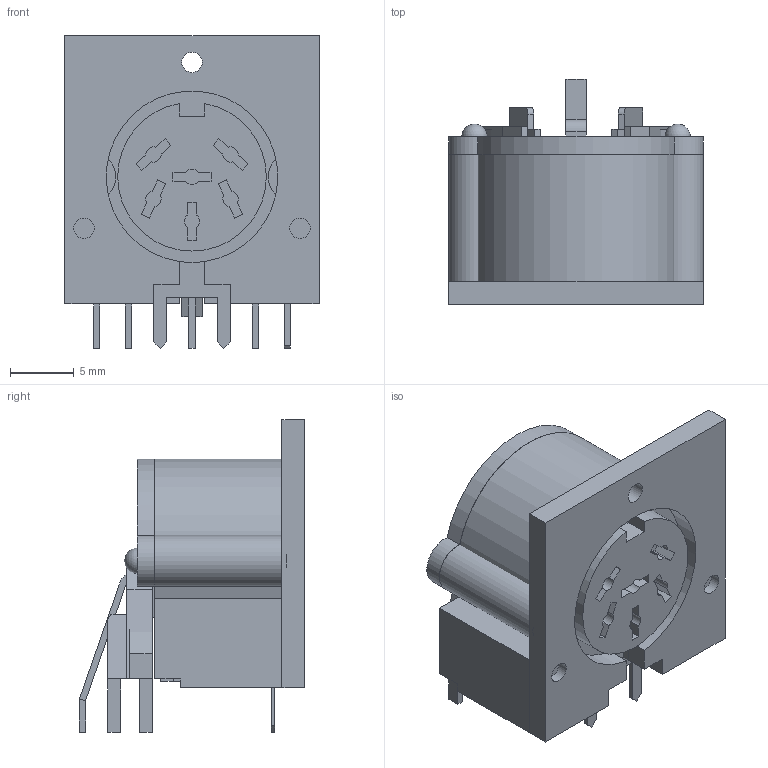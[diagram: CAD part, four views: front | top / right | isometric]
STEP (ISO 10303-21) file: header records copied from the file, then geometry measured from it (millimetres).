
FILE_DESCRIPTION( ( '' ), ' ' );
FILE_NAME( '5a48608c9e36260ed172dc6b.step', '2017-12-31T03:59:08', ( '' ), ( '' ), ' ', ' ', ' ' );
FILE_SCHEMA( ( 'AUTOMOTIVE_DESIGN { 1 0 10303 214 1 1 1 1 }' ) );
Length unit declared in the file: metre
Products named in the file (18): Open CASCADE STEP translator 6.8 1
Bounding box: 20 x 17.75 x 24.6 mm (x, y, z)
Volume: 4072.8 mm3; surface area: 3780.6 mm2
Topology: 18 solids, 18 shells, 273 faces, 691 edges, 461 vertices
Faces by surface type: plane 235, cylinder 34, cone 2, sphere 2
Full cylindrical faces by diameter (mm): 1.6 x5, 4 x2
Entity records: 13702 total; most frequent: CARTESIAN_POINT 1412, ORIENTED_EDGE 1338, DIRECTION 1323, STYLED_ITEM 942, PRESENTATION_STYLE_ASSIGNMENT 942, COLOUR_RGB 942, EDGE_CURVE 669, CURVE_STYLE 669
